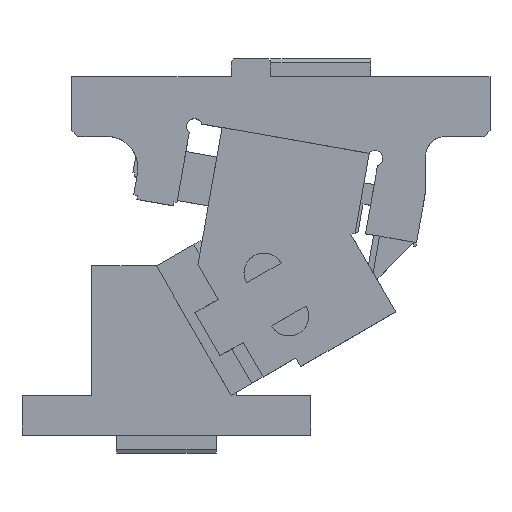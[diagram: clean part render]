
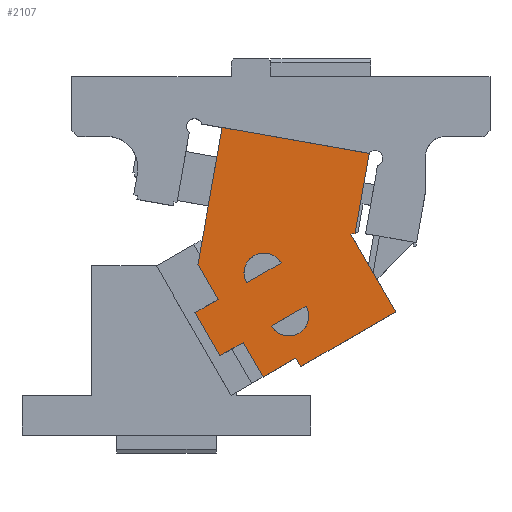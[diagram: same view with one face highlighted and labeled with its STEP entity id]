
A CAD part, top view. The second image highlights one B-rep face of the part: STEP entity #2107.
In plain terms, the highlighted planar face has unit normal (0, 0, 1).
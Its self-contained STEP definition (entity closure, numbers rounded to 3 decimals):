
#647=CARTESIAN_POINT('Vertex',(-70.779,90.131,0.)) ;
#650=CARTESIAN_POINT('Axis2P3D Location',(-65.779,81.471,0.)) ;
#654=CARTESIAN_POINT('Vertex',(-74.439,76.471,0.)) ;
#731=CARTESIAN_POINT('Vertex',(-61.939,54.821,0.)) ;
#734=CARTESIAN_POINT('Axis2P3D Location',(-53.279,59.821,0.)) ;
#738=CARTESIAN_POINT('Vertex',(-48.279,51.16,0.)) ;
#761=CARTESIAN_POINT('Axis2P3D Location',(-53.279,59.821,0.)) ;
#765=CARTESIAN_POINT('Vertex',(-44.619,64.821,0.)) ;
#786=CARTESIAN_POINT('Axis2P3D Location',(-65.779,81.471,0.)) ;
#790=CARTESIAN_POINT('Vertex',(-57.119,86.471,0.)) ;
#1115=CARTESIAN_POINT('Vertex',(-21.355,101.346,0.)) ;
#1118=CARTESIAN_POINT('Line Origine',(-21.749,101.118,0.)) ;
#1122=CARTESIAN_POINT('Vertex',(-22.143,100.891,0.)) ;
#1149=CARTESIAN_POINT('Line Origine',(-10.893,81.405,0.)) ;
#1153=CARTESIAN_POINT('Vertex',(0.357,61.92,0.)) ;
#1185=CARTESIAN_POINT('Vertex',(-88.729,68.221,0.)) ;
#1215=CARTESIAN_POINT('Vertex',(-100.42,61.471,0.)) ;
#1218=CARTESIAN_POINT('Line Origine',(-94.575,64.846,0.)) ;
#1248=CARTESIAN_POINT('Vertex',(-87.92,39.821,0.)) ;
#1251=CARTESIAN_POINT('Line Origine',(-94.17,50.646,0.)) ;
#1274=CARTESIAN_POINT('Vertex',(-76.229,46.571,0.)) ;
#1277=CARTESIAN_POINT('Line Origine',(-82.075,43.196,0.)) ;
#1617=CARTESIAN_POINT('Line Origine',(-92.827,120.162,0.)) ;
#1621=CARTESIAN_POINT('Vertex',(-86.77,154.513,0.)) ;
#1623=CARTESIAN_POINT('Vertex',(-98.884,85.811,0.)) ;
#1718=CARTESIAN_POINT('Line Origine',(-49.84,148.001,0.)) ;
#1722=CARTESIAN_POINT('Vertex',(-12.91,141.489,0.)) ;
#1748=CARTESIAN_POINT('Vertex',(-20.029,101.112,0.)) ;
#1756=CARTESIAN_POINT('Line Origine',(-16.47,121.301,0.)) ;
#1784=CARTESIAN_POINT('Line Origine',(-20.692,101.229,0.)) ;
#2035=CARTESIAN_POINT('Axis2P3D Location',(-57.119,86.471,0.)) ;
#2040=CARTESIAN_POINT('Line Origine',(-23.459,48.17,0.)) ;
#2044=CARTESIAN_POINT('Vertex',(-47.274,34.42,0.)) ;
#2047=CARTESIAN_POINT('Line Origine',(-93.807,77.016,0.)) ;
#2052=CARTESIAN_POINT('Line Origine',(-71.229,37.91,0.)) ;
#2056=CARTESIAN_POINT('Vertex',(-66.229,29.25,0.)) ;
#2059=CARTESIAN_POINT('Line Origine',(-58.002,34.,0.)) ;
#2063=CARTESIAN_POINT('Vertex',(-49.774,38.75,0.)) ;
#2066=CARTESIAN_POINT('Line Origine',(-48.524,36.585,0.)) ;
#2087=CARTESIAN_POINT('Line Origine',(-65.779,81.471,0.)) ;
#2097=CARTESIAN_POINT('Line Origine',(-53.279,59.821,0.)) ;
#651=DIRECTION('Axis2P3D Direction',(0.,0.,-1.)) ;
#735=DIRECTION('Axis2P3D Direction',(0.,0.,-1.)) ;
#762=DIRECTION('Axis2P3D Direction',(0.,0.,-1.)) ;
#787=DIRECTION('Axis2P3D Direction',(0.,0.,-1.)) ;
#1119=DIRECTION('Vector Direction',(0.866,0.5,0.)) ;
#1150=DIRECTION('Vector Direction',(-0.5,0.866,0.)) ;
#1219=DIRECTION('Vector Direction',(-0.866,-0.5,0.)) ;
#1252=DIRECTION('Vector Direction',(0.5,-0.866,0.)) ;
#1278=DIRECTION('Vector Direction',(0.866,0.5,0.)) ;
#1618=DIRECTION('Vector Direction',(-0.174,-0.985,0.)) ;
#1719=DIRECTION('Vector Direction',(0.985,-0.174,0.)) ;
#1757=DIRECTION('Vector Direction',(-0.174,-0.985,0.)) ;
#1785=DIRECTION('Vector Direction',(-0.985,0.174,0.)) ;
#2036=DIRECTION('Axis2P3D Direction',(-0.,0.,1.)) ;
#2037=DIRECTION('Axis2P3D XDirection',(0.5,-0.866,0.)) ;
#2041=DIRECTION('Vector Direction',(0.866,0.5,0.)) ;
#2048=DIRECTION('Vector Direction',(0.5,-0.866,0.)) ;
#2053=DIRECTION('Vector Direction',(0.5,-0.866,0.)) ;
#2060=DIRECTION('Vector Direction',(0.866,0.5,0.)) ;
#2067=DIRECTION('Vector Direction',(-0.5,0.866,0.)) ;
#2088=DIRECTION('Vector Direction',(-0.866,-0.5,0.)) ;
#2098=DIRECTION('Vector Direction',(0.866,0.5,0.)) ;
#652=AXIS2_PLACEMENT_3D('Circle Axis2P3D',#650,#651,$) ;
#736=AXIS2_PLACEMENT_3D('Circle Axis2P3D',#734,#735,$) ;
#763=AXIS2_PLACEMENT_3D('Circle Axis2P3D',#761,#762,$) ;
#788=AXIS2_PLACEMENT_3D('Circle Axis2P3D',#786,#787,$) ;
#2038=AXIS2_PLACEMENT_3D('Plane Axis2P3D',#2035,#2036,#2037) ;
#2072=ORIENTED_EDGE('',*,*,#2046,.T.) ;
#2073=ORIENTED_EDGE('',*,*,#1155,.T.) ;
#2074=ORIENTED_EDGE('',*,*,#1124,.T.) ;
#2075=ORIENTED_EDGE('',*,*,#1788,.F.) ;
#2076=ORIENTED_EDGE('',*,*,#1760,.F.) ;
#2077=ORIENTED_EDGE('',*,*,#1724,.F.) ;
#2078=ORIENTED_EDGE('',*,*,#1625,.T.) ;
#2079=ORIENTED_EDGE('',*,*,#2051,.T.) ;
#2080=ORIENTED_EDGE('',*,*,#1222,.T.) ;
#2081=ORIENTED_EDGE('',*,*,#1255,.T.) ;
#2082=ORIENTED_EDGE('',*,*,#1281,.T.) ;
#2083=ORIENTED_EDGE('',*,*,#2058,.T.) ;
#2084=ORIENTED_EDGE('',*,*,#2065,.F.) ;
#2085=ORIENTED_EDGE('',*,*,#2070,.F.) ;
#2093=ORIENTED_EDGE('',*,*,#656,.F.) ;
#2094=ORIENTED_EDGE('',*,*,#792,.F.) ;
#2095=ORIENTED_EDGE('',*,*,#2091,.T.) ;
#2103=ORIENTED_EDGE('',*,*,#767,.F.) ;
#2104=ORIENTED_EDGE('',*,*,#740,.F.) ;
#2105=ORIENTED_EDGE('',*,*,#2101,.T.) ;
#2096=FACE_BOUND('',#2092,.T.) ;
#2106=FACE_BOUND('',#2102,.T.) ;
#1120=VECTOR('Line Direction',#1119,1.) ;
#1151=VECTOR('Line Direction',#1150,1.) ;
#1220=VECTOR('Line Direction',#1219,1.) ;
#1253=VECTOR('Line Direction',#1252,1.) ;
#1279=VECTOR('Line Direction',#1278,1.) ;
#1619=VECTOR('Line Direction',#1618,1.) ;
#1720=VECTOR('Line Direction',#1719,1.) ;
#1758=VECTOR('Line Direction',#1757,1.) ;
#1786=VECTOR('Line Direction',#1785,1.) ;
#2042=VECTOR('Line Direction',#2041,1.) ;
#2049=VECTOR('Line Direction',#2048,1.) ;
#2054=VECTOR('Line Direction',#2053,1.) ;
#2061=VECTOR('Line Direction',#2060,1.) ;
#2068=VECTOR('Line Direction',#2067,1.) ;
#2089=VECTOR('Line Direction',#2088,1.) ;
#2099=VECTOR('Line Direction',#2098,1.) ;
#2107=ADVANCED_FACE('CAM SLIDER',(#2086,#2096,#2106),#2039,.T.) ;
#653=CIRCLE('generated circle',#652,10.) ;
#737=CIRCLE('generated circle',#736,10.) ;
#764=CIRCLE('generated circle',#763,10.) ;
#789=CIRCLE('generated circle',#788,10.) ;
#656=EDGE_CURVE('',#648,#655,#653,.F.) ;
#740=EDGE_CURVE('',#732,#739,#737,.F.) ;
#767=EDGE_CURVE('',#739,#766,#764,.F.) ;
#792=EDGE_CURVE('',#791,#648,#789,.F.) ;
#1124=EDGE_CURVE('',#1123,#1116,#1121,.T.) ;
#1155=EDGE_CURVE('',#1154,#1123,#1152,.T.) ;
#1222=EDGE_CURVE('',#1186,#1216,#1221,.T.) ;
#1255=EDGE_CURVE('',#1216,#1249,#1254,.T.) ;
#1281=EDGE_CURVE('',#1249,#1275,#1280,.T.) ;
#1625=EDGE_CURVE('',#1622,#1624,#1620,.T.) ;
#1724=EDGE_CURVE('',#1622,#1723,#1721,.T.) ;
#1760=EDGE_CURVE('',#1723,#1749,#1759,.T.) ;
#1788=EDGE_CURVE('',#1749,#1116,#1787,.T.) ;
#2046=EDGE_CURVE('',#2045,#1154,#2043,.T.) ;
#2051=EDGE_CURVE('',#1624,#1186,#2050,.T.) ;
#2058=EDGE_CURVE('',#1275,#2057,#2055,.T.) ;
#2065=EDGE_CURVE('',#2064,#2057,#2062,.F.) ;
#2070=EDGE_CURVE('',#2045,#2064,#2069,.T.) ;
#2091=EDGE_CURVE('',#791,#655,#2090,.T.) ;
#2101=EDGE_CURVE('',#732,#766,#2100,.T.) ;
#2071=EDGE_LOOP('',(#2072,#2073,#2074,#2075,#2076,#2077,#2078,#2079,#2080,#2081,#2082,#2083,#2084,#2085)) ;
#2092=EDGE_LOOP('',(#2093,#2094,#2095)) ;
#2102=EDGE_LOOP('',(#2103,#2104,#2105)) ;
#2086=FACE_OUTER_BOUND('',#2071,.T.) ;
#1121=LINE('Line',#1118,#1120) ;
#1152=LINE('Line',#1149,#1151) ;
#1221=LINE('Line',#1218,#1220) ;
#1254=LINE('Line',#1251,#1253) ;
#1280=LINE('Line',#1277,#1279) ;
#1620=LINE('Line',#1617,#1619) ;
#1721=LINE('Line',#1718,#1720) ;
#1759=LINE('Line',#1756,#1758) ;
#1787=LINE('Line',#1784,#1786) ;
#2043=LINE('Line',#2040,#2042) ;
#2050=LINE('Line',#2047,#2049) ;
#2055=LINE('Line',#2052,#2054) ;
#2062=LINE('Line',#2059,#2061) ;
#2069=LINE('Line',#2066,#2068) ;
#2090=LINE('Line',#2087,#2089) ;
#2100=LINE('Line',#2097,#2099) ;
#2039=PLANE('Plane',#2038) ;
#648=VERTEX_POINT('',#647) ;
#655=VERTEX_POINT('',#654) ;
#732=VERTEX_POINT('',#731) ;
#739=VERTEX_POINT('',#738) ;
#766=VERTEX_POINT('',#765) ;
#791=VERTEX_POINT('',#790) ;
#1116=VERTEX_POINT('',#1115) ;
#1123=VERTEX_POINT('',#1122) ;
#1154=VERTEX_POINT('',#1153) ;
#1186=VERTEX_POINT('',#1185) ;
#1216=VERTEX_POINT('',#1215) ;
#1249=VERTEX_POINT('',#1248) ;
#1275=VERTEX_POINT('',#1274) ;
#1622=VERTEX_POINT('',#1621) ;
#1624=VERTEX_POINT('',#1623) ;
#1723=VERTEX_POINT('',#1722) ;
#1749=VERTEX_POINT('',#1748) ;
#2045=VERTEX_POINT('',#2044) ;
#2057=VERTEX_POINT('',#2056) ;
#2064=VERTEX_POINT('',#2063) ;
